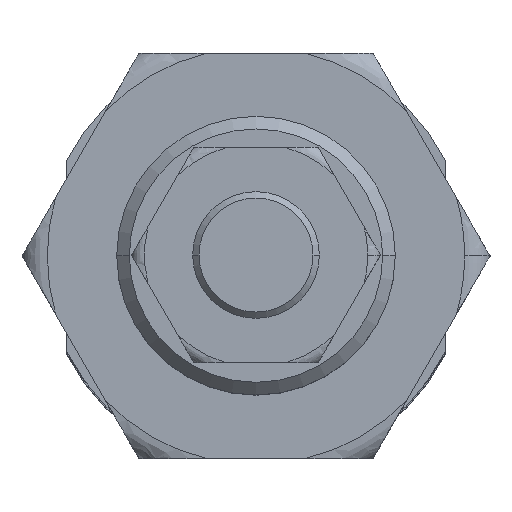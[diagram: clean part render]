
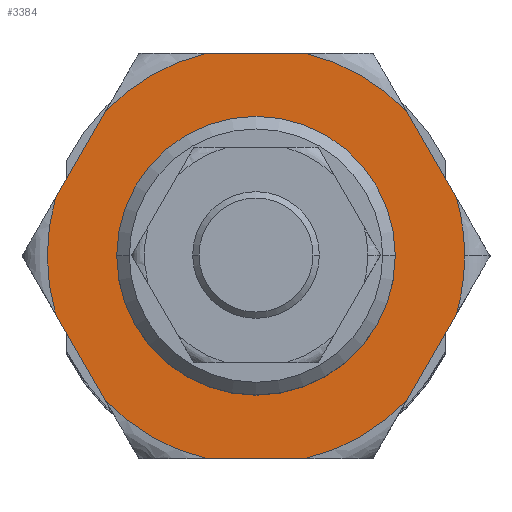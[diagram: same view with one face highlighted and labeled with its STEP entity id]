
A CAD part, top view. The second image highlights one B-rep face of the part: STEP entity #3384.
In plain terms, the highlighted planar face has unit normal (0, 0, 1).
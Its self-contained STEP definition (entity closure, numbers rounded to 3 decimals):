
#10 = ORIENTED_EDGE ( 'NONE', *, *, #655, .F. ) ;
#47 = DIRECTION ( 'NONE',  ( 0., 0., -1. ) ) ;
#64 = AXIS2_PLACEMENT_3D ( 'NONE', #783, #841, #107 ) ;
#71 = CARTESIAN_POINT ( 'NONE',  ( 11.892, 11.402, 5.5 ) ) ;
#84 = CARTESIAN_POINT ( 'NONE',  ( 16.475, 0., 5.5 ) ) ;
#107 = DIRECTION ( 'NONE',  ( 1., 0., 0. ) ) ;
#115 = ORIENTED_EDGE ( 'NONE', *, *, #3267, .F. ) ;
#136 = ORIENTED_EDGE ( 'NONE', *, *, #2641, .F. ) ;
#165 = CARTESIAN_POINT ( 'NONE',  ( -3.928, 16., 5.5 ) ) ;
#175 = EDGE_CURVE ( 'NONE', #1408, #727, #542, .T. ) ;
#195 = VERTEX_POINT ( 'NONE', #3892 ) ;
#199 = CARTESIAN_POINT ( 'NONE',  ( 0., 0., 5.5 ) ) ;
#200 = CARTESIAN_POINT ( 'NONE',  ( 3.928, 16., 5.5 ) ) ;
#204 = EDGE_CURVE ( 'NONE', #1748, #593, #2398, .T. ) ;
#213 = CARTESIAN_POINT ( 'NONE',  ( 11., 0., 5.5 ) ) ;
#215 = ORIENTED_EDGE ( 'NONE', *, *, #2756, .T. ) ;
#235 = ORIENTED_EDGE ( 'NONE', *, *, #2171, .T. ) ;
#297 = EDGE_CURVE ( 'NONE', #2061, #2503, #2102, .T. ) ;
#317 = VERTEX_POINT ( 'NONE', #1652 ) ;
#406 = LINE ( 'NONE', #2357, #4701 ) ;
#447 = VERTEX_POINT ( 'NONE', #71 ) ;
#485 = DIRECTION ( 'NONE',  ( 1., 0., 0. ) ) ;
#528 = ORIENTED_EDGE ( 'NONE', *, *, #4578, .F. ) ;
#542 = LINE ( 'NONE', #3599, #1333 ) ;
#564 = CIRCLE ( 'NONE', #2990, 16.475 ) ;
#593 = VERTEX_POINT ( 'NONE', #3938 ) ;
#655 = EDGE_CURVE ( 'NONE', #4623, #3393, #820, .T. ) ;
#699 = LINE ( 'NONE', #3374, #3666 ) ;
#727 = VERTEX_POINT ( 'NONE', #165 ) ;
#730 = CARTESIAN_POINT ( 'NONE',  ( 0., 0., 5.5 ) ) ;
#760 = AXIS2_PLACEMENT_3D ( 'NONE', #3514, #3341, #2475 ) ;
#770 = AXIS2_PLACEMENT_3D ( 'NONE', #1041, #1054, #987 ) ;
#783 = CARTESIAN_POINT ( 'NONE',  ( 18.475, 0., 5.5 ) ) ;
#820 = CIRCLE ( 'NONE', #4300, 16.475 ) ;
#822 = DIRECTION ( 'NONE',  ( 1., 0., 0. ) ) ;
#841 = DIRECTION ( 'NONE',  ( 0., 0., 1. ) ) ;
#846 = AXIS2_PLACEMENT_3D ( 'NONE', #1488, #2249, #3411 ) ;
#973 = VERTEX_POINT ( 'NONE', #2819 ) ;
#985 = CARTESIAN_POINT ( 'NONE',  ( -15.821, -4.598, 5.5 ) ) ;
#987 = DIRECTION ( 'NONE',  ( 1., 0., 0. ) ) ;
#1041 = CARTESIAN_POINT ( 'NONE',  ( 0., 0., 5.5 ) ) ;
#1054 = DIRECTION ( 'NONE',  ( 0., 0., 1. ) ) ;
#1072 = EDGE_CURVE ( 'NONE', #1573, #2176, #3296, .T. ) ;
#1178 = LINE ( 'NONE', #3226, #4036 ) ;
#1290 = DIRECTION ( 'NONE',  ( 0., 0., -1. ) ) ;
#1298 = AXIS2_PLACEMENT_3D ( 'NONE', #3816, #3703, #485 ) ;
#1333 = VECTOR ( 'NONE', #1583, 1000. ) ;
#1372 = EDGE_CURVE ( 'NONE', #1748, #2379, #1715, .T. ) ;
#1408 = VERTEX_POINT ( 'NONE', #200 ) ;
#1413 = CARTESIAN_POINT ( 'NONE',  ( 0., 0., 5.5 ) ) ;
#1488 = CARTESIAN_POINT ( 'NONE',  ( 0., 0., 5.5 ) ) ;
#1511 = ORIENTED_EDGE ( 'NONE', *, *, #1072, .F. ) ;
#1573 = VERTEX_POINT ( 'NONE', #985 ) ;
#1576 = CARTESIAN_POINT ( 'NONE',  ( 15.821, 4.598, 5.5 ) ) ;
#1583 = DIRECTION ( 'NONE',  ( -1., 0., 0. ) ) ;
#1652 = CARTESIAN_POINT ( 'NONE',  ( 15.821, -4.598, 5.5 ) ) ;
#1715 = LINE ( 'NONE', #3110, #2579 ) ;
#1748 = VERTEX_POINT ( 'NONE', #4457 ) ;
#1767 = DIRECTION ( 'NONE',  ( 1., 0., 0. ) ) ;
#2061 = VERTEX_POINT ( 'NONE', #213 ) ;
#2072 = ORIENTED_EDGE ( 'NONE', *, *, #4161, .F. ) ;
#2102 = CIRCLE ( 'NONE', #1298, 11. ) ;
#2171 = EDGE_CURVE ( 'NONE', #195, #317, #4271, .T. ) ;
#2176 = VERTEX_POINT ( 'NONE', #4176 ) ;
#2236 = CIRCLE ( 'NONE', #760, 16.475 ) ;
#2249 = DIRECTION ( 'NONE',  ( 0., 0., -1. ) ) ;
#2333 = AXIS2_PLACEMENT_3D ( 'NONE', #199, #47, #4659 ) ;
#2345 = EDGE_CURVE ( 'NONE', #195, #2379, #2397, .T. ) ;
#2357 = CARTESIAN_POINT ( 'NONE',  ( 18.475, 0., 5.5 ) ) ;
#2379 = VERTEX_POINT ( 'NONE', #4412 ) ;
#2397 = CIRCLE ( 'NONE', #2333, 16.475 ) ;
#2398 = CIRCLE ( 'NONE', #3963, 16.475 ) ;
#2416 = EDGE_LOOP ( 'NONE', ( #3475, #528 ) ) ;
#2419 = CIRCLE ( 'NONE', #846, 16.475 ) ;
#2475 = DIRECTION ( 'NONE',  ( 1., 0., 0. ) ) ;
#2493 = DIRECTION ( 'NONE',  ( 1., 0., 0. ) ) ;
#2503 = VERTEX_POINT ( 'NONE', #4477 ) ;
#2579 = VECTOR ( 'NONE', #1767, 1000. ) ;
#2582 = FACE_OUTER_BOUND ( 'NONE', #3345, .T. ) ;
#2593 = EDGE_CURVE ( 'NONE', #973, #2176, #1178, .T. ) ;
#2641 = EDGE_CURVE ( 'NONE', #973, #727, #2419, .T. ) ;
#2756 = EDGE_CURVE ( 'NONE', #1573, #593, #699, .T. ) ;
#2771 = DIRECTION ( 'NONE',  ( 0., 0., -1. ) ) ;
#2819 = CARTESIAN_POINT ( 'NONE',  ( -11.892, 11.402, 5.5 ) ) ;
#2834 = CARTESIAN_POINT ( 'NONE',  ( 9.238, -16., 5.5 ) ) ;
#2873 = FACE_BOUND ( 'NONE', #2416, .T. ) ;
#2908 = ORIENTED_EDGE ( 'NONE', *, *, #204, .F. ) ;
#2953 = DIRECTION ( 'NONE',  ( 1., 0., 0. ) ) ;
#2962 = ORIENTED_EDGE ( 'NONE', *, *, #3192, .T. ) ;
#2990 = AXIS2_PLACEMENT_3D ( 'NONE', #730, #2771, #2953 ) ;
#3024 = DIRECTION ( 'NONE',  ( 0., 0., -1. ) ) ;
#3031 = VECTOR ( 'NONE', #3776, 1000. ) ;
#3040 = DIRECTION ( 'NONE',  ( -0.5, 0.866, 0. ) ) ;
#3050 = ORIENTED_EDGE ( 'NONE', *, *, #175, .T. ) ;
#3110 = CARTESIAN_POINT ( 'NONE',  ( -9.238, -16., 5.5 ) ) ;
#3179 = CIRCLE ( 'NONE', #770, 11. ) ;
#3192 = EDGE_CURVE ( 'NONE', #4623, #447, #406, .T. ) ;
#3226 = CARTESIAN_POINT ( 'NONE',  ( -9.238, 16., 5.5 ) ) ;
#3263 = CARTESIAN_POINT ( 'NONE',  ( 0., 0., 5.5 ) ) ;
#3267 = EDGE_CURVE ( 'NONE', #1408, #447, #564, .T. ) ;
#3273 = DIRECTION ( 'NONE',  ( 1., 0., 0. ) ) ;
#3296 = CIRCLE ( 'NONE', #4407, 16.475 ) ;
#3303 = ORIENTED_EDGE ( 'NONE', *, *, #2593, .T. ) ;
#3341 = DIRECTION ( 'NONE',  ( 0., 0., -1. ) ) ;
#3345 = EDGE_LOOP ( 'NONE', ( #3455, #235, #2072, #10, #2962, #115, #3050, #136, #3303, #1511, #215, #2908, #3439 ) ) ;
#3374 = CARTESIAN_POINT ( 'NONE',  ( -18.475, 0., 5.5 ) ) ;
#3384 = ADVANCED_FACE ( 'NONE', ( #2582, #2873 ), #3665, .T. ) ;
#3393 = VERTEX_POINT ( 'NONE', #84 ) ;
#3411 = DIRECTION ( 'NONE',  ( 1., 0., 0. ) ) ;
#3422 = DIRECTION ( 'NONE',  ( 0., 0., -1. ) ) ;
#3439 = ORIENTED_EDGE ( 'NONE', *, *, #1372, .T. ) ;
#3455 = ORIENTED_EDGE ( 'NONE', *, *, #2345, .F. ) ;
#3475 = ORIENTED_EDGE ( 'NONE', *, *, #297, .F. ) ;
#3514 = CARTESIAN_POINT ( 'NONE',  ( 0., 0., 5.5 ) ) ;
#3530 = DIRECTION ( 'NONE',  ( 0.5, -0.866, 0. ) ) ;
#3599 = CARTESIAN_POINT ( 'NONE',  ( 9.238, 16., 5.5 ) ) ;
#3665 = PLANE ( 'NONE',  #64 ) ;
#3666 = VECTOR ( 'NONE', #3530, 1000. ) ;
#3703 = DIRECTION ( 'NONE',  ( 0., 0., 1. ) ) ;
#3776 = DIRECTION ( 'NONE',  ( 0.5, 0.866, 0. ) ) ;
#3785 = DIRECTION ( 'NONE',  ( -0.5, -0.866, 0. ) ) ;
#3816 = CARTESIAN_POINT ( 'NONE',  ( 0., 0., 5.5 ) ) ;
#3892 = CARTESIAN_POINT ( 'NONE',  ( 11.892, -11.402, 5.5 ) ) ;
#3938 = CARTESIAN_POINT ( 'NONE',  ( -11.892, -11.402, 5.5 ) ) ;
#3963 = AXIS2_PLACEMENT_3D ( 'NONE', #1413, #1290, #822 ) ;
#4036 = VECTOR ( 'NONE', #3785, 1000. ) ;
#4161 = EDGE_CURVE ( 'NONE', #3393, #317, #2236, .T. ) ;
#4176 = CARTESIAN_POINT ( 'NONE',  ( -15.821, 4.598, 5.5 ) ) ;
#4189 = CARTESIAN_POINT ( 'NONE',  ( 0., 0., 5.5 ) ) ;
#4271 = LINE ( 'NONE', #2834, #3031 ) ;
#4300 = AXIS2_PLACEMENT_3D ( 'NONE', #4189, #3422, #2493 ) ;
#4407 = AXIS2_PLACEMENT_3D ( 'NONE', #3263, #3024, #3273 ) ;
#4412 = CARTESIAN_POINT ( 'NONE',  ( 3.928, -16., 5.5 ) ) ;
#4457 = CARTESIAN_POINT ( 'NONE',  ( -3.928, -16., 5.5 ) ) ;
#4477 = CARTESIAN_POINT ( 'NONE',  ( -11., 0., 5.5 ) ) ;
#4578 = EDGE_CURVE ( 'NONE', #2503, #2061, #3179, .T. ) ;
#4623 = VERTEX_POINT ( 'NONE', #1576 ) ;
#4659 = DIRECTION ( 'NONE',  ( 1., 0., 0. ) ) ;
#4701 = VECTOR ( 'NONE', #3040, 1000. ) ;
